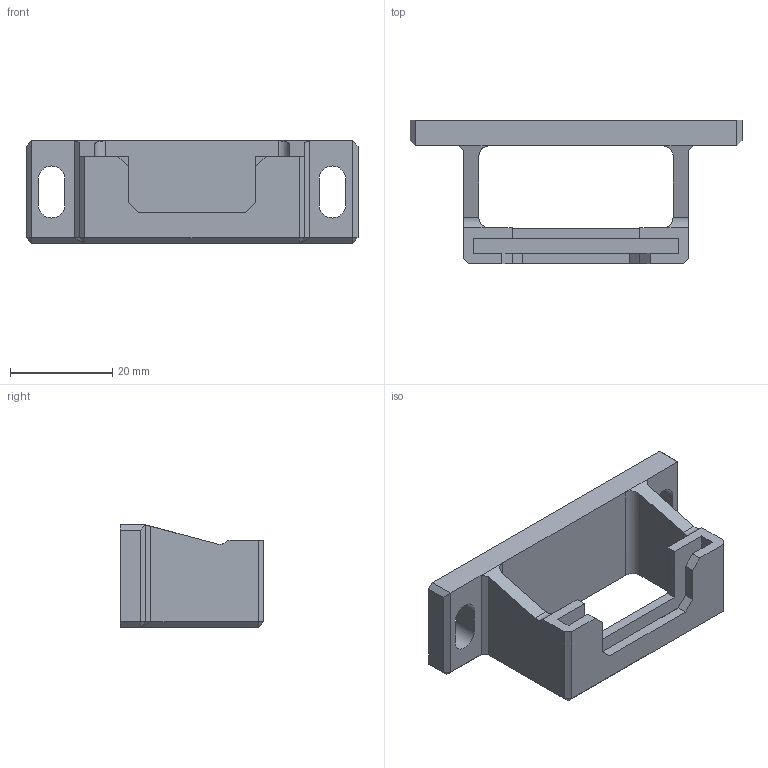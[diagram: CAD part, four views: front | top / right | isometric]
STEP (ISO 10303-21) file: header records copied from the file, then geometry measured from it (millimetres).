
FILE_DESCRIPTION(/* description */ (''),/* implementation_level */ '2;1');
FILE_NAME(/* name */ 'ooze_blocker.step',/* time_stamp */ '2020-04-12T01:17:29+01:00',/* author */ (''),/* organization */ (''),/* preprocessor_version */ 'ST-DEVELOPER v18',/* originating_system */ 'Autodesk Translation Framework v8.12.0.6',/* authorisation */ '');
FILE_SCHEMA (('AUTOMOTIVE_DESIGN { 1 0 10303 214 3 1 1 }'));
Length unit declared in the file: millimetre
Products named in the file (1): new holder
Bounding box: 65 x 28.09 x 20 mm (x, y, z)
Volume: 10193.3 mm3; surface area: 6982.1 mm2
Topology: 1 solids, 1 shells, 68 faces, 175 edges, 108 vertices
Faces by surface type: plane 58, cylinder 10
Entity records: 2072 total; most frequent: CARTESIAN_POINT 374, ORIENTED_EDGE 350, DIRECTION 329, EDGE_CURVE 175, LINE 155, VECTOR 155, VERTEX_POINT 108, AXIS2_PLACEMENT_3D 87
